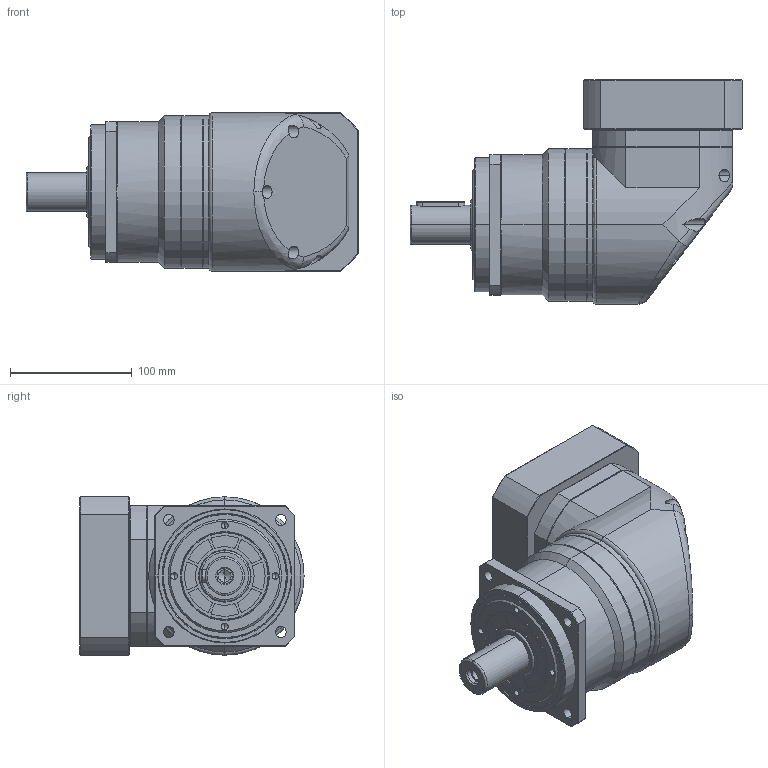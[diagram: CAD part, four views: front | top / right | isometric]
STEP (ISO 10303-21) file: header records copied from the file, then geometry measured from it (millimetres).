
FILE_DESCRIPTION((''),'2;1');
FILE_NAME('TNR115-L1-S2-P2-F-0003_ASM','2024-06-28T11:33:03',('mayn'),(''),'CREO PARAMETRIC BY PTC INC, 2020053','CREO PARAMETRIC BY PTC INC, 2020053','');
FILE_SCHEMA(('CONFIG_CONTROL_DESIGN'));
Length unit declared in the file: millimetre
Products named in the file (18): SPRING_LOCK_WASHERS--NORMAL_TYP; _TM115_D110-M8-1450001; HEXAGON_SOCKET_HEAD_CAP_S-30884; TM1152280001; HEXAGON_SOCKET_HEAD_CAP_SC-6253; HEXAGON_SOCKET_COUNTERSUNK_HEAD; TNR1150002; TNSR1150001; 100; 200; _TN115_0001_ASM; TNR1150001; HEXAGON_SOCKET_HEAD_CAP_S-30836; 65X55X700; HEX_SOCKET_SET_SCREWS_WITH_FLAT; TNR1150004; TNR115L1-110-228-60001_ASM; TNR115-L1-S2-P2-F-0003_ASM
Assembly tree (52 placements, depth 4):
  TNR115-L1-S2-P2-F-0003_ASM
    TNR115L1-110-228-60001_ASM
      SPRING_LOCK_WASHERS--NORMAL_TYP  x19
      _TM115_D110-M8-1450001
      HEXAGON_SOCKET_HEAD_CAP_S-30884  x12
      TM1152280001
      HEXAGON_SOCKET_HEAD_CAP_SC-6253  x7
      HEXAGON_SOCKET_COUNTERSUNK_HEAD
      TNR1150002
      TNSR1150001
      _TN115_0001_ASM
        100
        200
      TNR1150001
      HEXAGON_SOCKET_HEAD_CAP_S-30836
      65X55X700
      HEX_SOCKET_SET_SCREWS_WITH_FLAT
      TNR1150004
Bounding box: 272.5 x 183.9 x 130 mm (x, y, z)
Volume: 2928681.7 mm3; surface area: 354995.9 mm2
Topology: 50 solids, 50 shells, 1418 faces, 3419 edges, 2140 vertices
Faces by surface type: plane 588, cylinder 569, cone 188, torus 69, bspline 4
Entity records: 26225 total; most frequent: CARTESIAN_POINT 5286, DIRECTION 4763, ORIENTED_EDGE 4014, EDGE_CURVE 2007, AXIS2_PLACEMENT_3D 1959, VERTEX_POINT 1291, CIRCLE 1029, EDGE_LOOP 982
